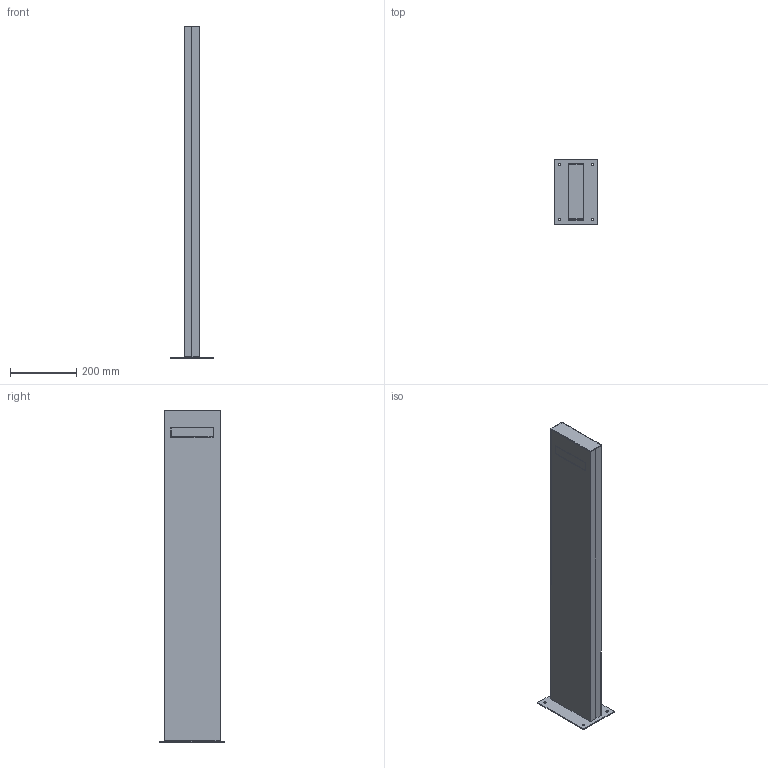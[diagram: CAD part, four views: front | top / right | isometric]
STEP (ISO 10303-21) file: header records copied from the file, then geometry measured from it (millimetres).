
FILE_DESCRIPTION(/* description */ (''),/* implementation_level */ '2;1');
FILE_NAME(/* name */ 'Nuda_h100_bifacciale_3D b',/* time_stamp */ '2012-01-26T12:56:03+01:00',/* author */ (''),/* organization */ (''),/* preprocessor_version */ 'ST-DEVELOPER v10',/* originating_system */ '',/* authorisation */ '');
FILE_SCHEMA (('CONFIG_CONTROL_DESIGN'));
Length unit declared in the file: millimetre
Products named in the file (1): 1
Bounding box: 130 x 195 x 1000.04 mm (x, y, z)
Volume: 1126896.5 mm3; surface area: 907835.7 mm2
Topology: 5 solids, 5 shells, 76 faces, 180 edges, 112 vertices
Faces by surface type: bspline 40, plane 36
Entity records: 2414 total; most frequent: CARTESIAN_POINT 1182, ORIENTED_EDGE 360, EDGE_CURVE 180, B_SPLINE_CURVE_WITH_KNOTS 116, VERTEX_POINT 112, EDGE_LOOP 90, ADVANCED_FACE 76, FACE_OUTER_BOUND 76
